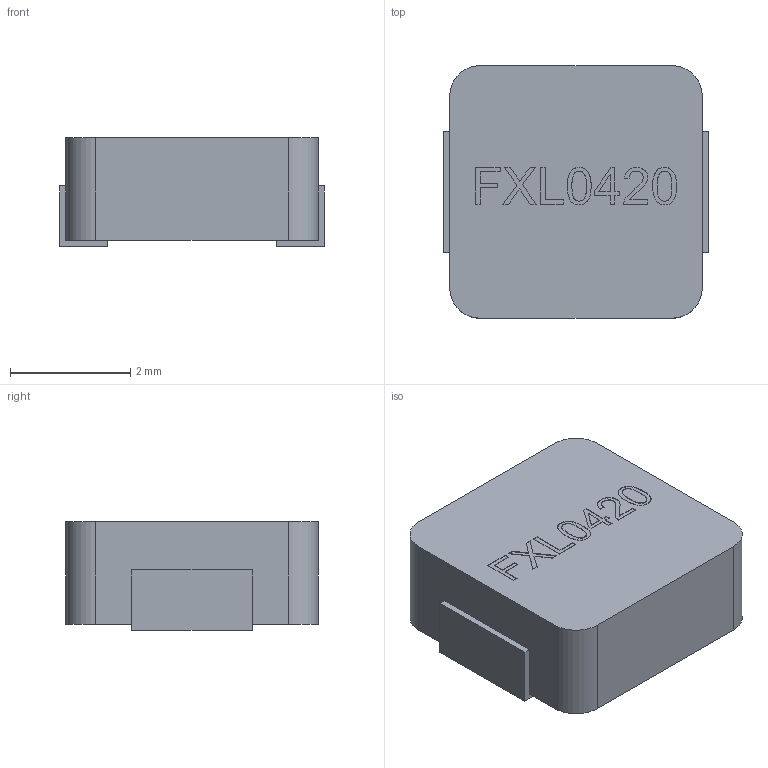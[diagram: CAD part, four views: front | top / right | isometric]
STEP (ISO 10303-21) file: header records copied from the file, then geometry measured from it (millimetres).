
FILE_DESCRIPTION (( 'STEP AP214' ), '1' );
FILE_NAME ('43F474F3-F67A-4000-8A9A-9AF21A5B1551.STEP', '2025-05-27T06:56:42', ( '' ), ( '' ), 'SwSTEP 2.0', 'SolidWorks 2022', '' );
FILE_SCHEMA (( 'AUTOMOTIVE_DESIGN' ));
Length unit declared in the file: millimetre
Products named in the file (1): 43F474F3-F67A-4000-8A9A-9AF21A5B1551
Bounding box: 4.4 x 4.2 x 1.8 mm (x, y, z)
Volume: 30.3 mm3; surface area: 77.2 mm2
Topology: 3 solids, 3 shells, 116 faces, 300 edges, 200 vertices
Faces by surface type: plane 78, bspline 34, cylinder 4
Entity records: 4121 total; most frequent: CARTESIAN_POINT 1559, ORIENTED_EDGE 600, DIRECTION 314, EDGE_CURVE 300, VERTEX_POINT 200, B_SPLINE_CURVE_WITH_KNOTS 160, LINE 132, VECTOR 132
